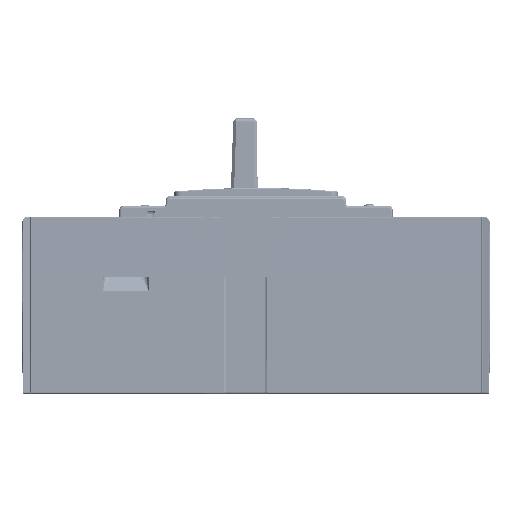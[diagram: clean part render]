
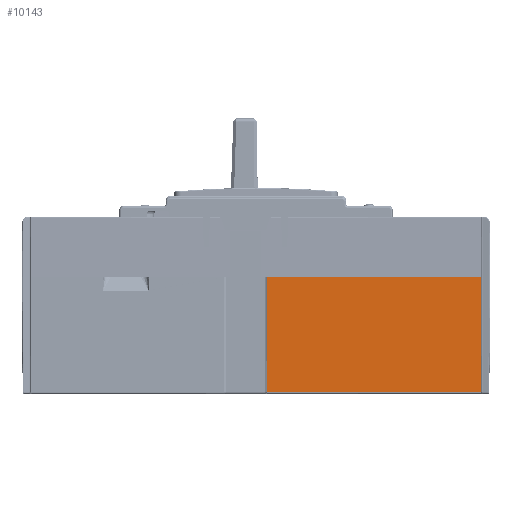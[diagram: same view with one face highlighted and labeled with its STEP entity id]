
A CAD part, front view. The second image highlights one B-rep face of the part: STEP entity #10143.
In plain terms, the highlighted planar face has unit normal (0, -1, -0.005).
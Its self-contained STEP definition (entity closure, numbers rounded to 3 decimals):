
#4120=ELLIPSE('',#98501,0.3,0.3);
#4122=ELLIPSE('',#98503,0.3,0.3);
#10143=ADVANCED_FACE('',(#18594),#14985,.T.);
#14985=PLANE('',#98504);
#18594=FACE_OUTER_BOUND('',#23559,.T.);
#23559=EDGE_LOOP('',(#35801,#35802,#35803,#35804,#35805,#35806));
#35801=ORIENTED_EDGE('',*,*,#68418,.T.);
#35802=ORIENTED_EDGE('',*,*,#69059,.T.);
#35803=ORIENTED_EDGE('',*,*,#69079,.F.);
#35804=ORIENTED_EDGE('',*,*,#69083,.T.);
#35805=ORIENTED_EDGE('',*,*,#69084,.F.);
#35806=ORIENTED_EDGE('',*,*,#69054,.T.);
#58299=VERTEX_POINT('',#178263);
#58300=VERTEX_POINT('',#178265);
#58740=VERTEX_POINT('',#179721);
#58743=VERTEX_POINT('',#179729);
#58754=VERTEX_POINT('',#179900);
#58755=VERTEX_POINT('',#179946);
#68418=EDGE_CURVE('',#58300,#58299,#80703,.T.);
#69054=EDGE_CURVE('',#58740,#58300,#81210,.T.);
#69059=EDGE_CURVE('',#58299,#58743,#81213,.T.);
#69079=EDGE_CURVE('',#58754,#58743,#4120,.T.);
#69083=EDGE_CURVE('',#58754,#58755,#81223,.T.);
#69084=EDGE_CURVE('',#58740,#58755,#4122,.T.);
#80703=LINE('',#178264,#89689);
#81210=LINE('',#179720,#90196);
#81213=LINE('',#179730,#90199);
#81223=LINE('',#179945,#90209);
#89689=VECTOR('',#110542,1.);
#90196=VECTOR('',#111617,1.);
#90199=VECTOR('',#111626,1.);
#90209=VECTOR('',#111676,1.);
#98501=AXIS2_PLACEMENT_3D('',#179901,#111672,#111673);
#98503=AXIS2_PLACEMENT_3D('',#179947,#111677,#111678);
#98504=AXIS2_PLACEMENT_3D('',#179948,#111679,#111680);
#110542=DIRECTION('',(-1.,0.,0.));
#111617=DIRECTION('',(0.,-0.005,1.));
#111626=DIRECTION('',(0.,0.005,-1.));
#111672=DIRECTION('',(0.,1.,0.005));
#111673=DIRECTION('',(0.,-0.005,1.));
#111676=DIRECTION('',(1.,0.,0.));
#111677=DIRECTION('',(0.,1.,0.005));
#111678=DIRECTION('',(0.,0.005,-1.));
#111679=DIRECTION('',(0.,-1.,-0.005));
#111680=DIRECTION('',(0.,0.005,-1.));
#178263=CARTESIAN_POINT('',(-20.9,-302.3,52.9));
#178264=CARTESIAN_POINT('',(-40.35,-302.3,52.9));
#178265=CARTESIAN_POINT('',(96.444,-302.3,52.9));
#179720=CARTESIAN_POINT('',(96.444,-302.3,52.9));
#179721=CARTESIAN_POINT('',(96.444,-301.969,-10.303));
#179729=CARTESIAN_POINT('',(-20.9,-301.969,-10.303));
#179730=CARTESIAN_POINT('',(-20.9,-302.3,52.9));
#179900=CARTESIAN_POINT('',(-20.9,-301.969,-10.304));
#179901=CARTESIAN_POINT('',(-20.6,-301.969,-10.303));
#179945=CARTESIAN_POINT('',(-155.4,-301.969,-10.304));
#179946=CARTESIAN_POINT('',(96.444,-301.969,-10.304));
#179947=CARTESIAN_POINT('',(96.144,-301.969,-10.303));
#179948=CARTESIAN_POINT('',(-155.4,-302.3,52.9));
